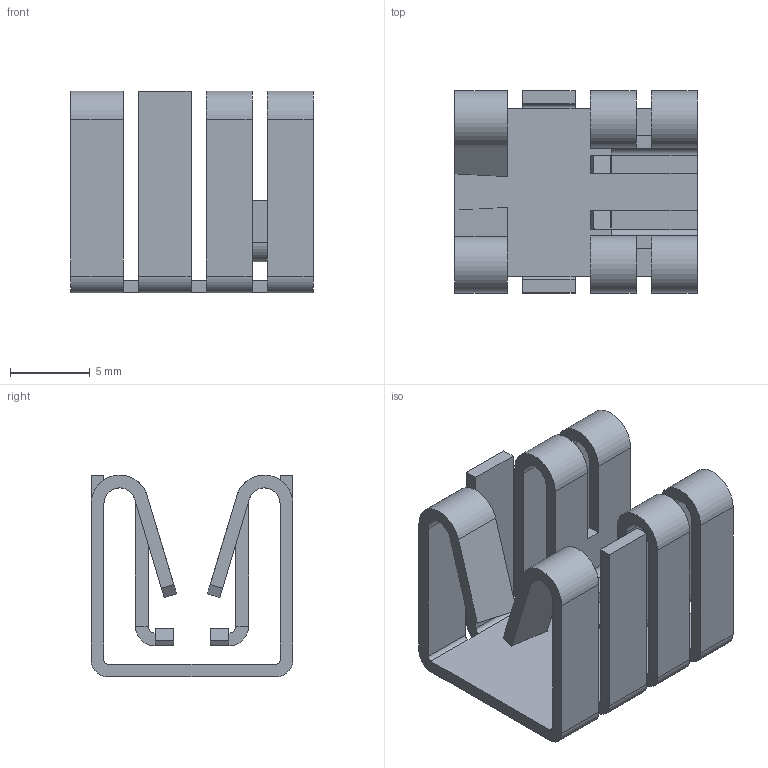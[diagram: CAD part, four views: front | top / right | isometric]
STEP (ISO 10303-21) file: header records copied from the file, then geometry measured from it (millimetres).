
FILE_DESCRIPTION((''),'2;1');
FILE_NAME('FK_242_SA_220_O.stp','2014-02-28T09:54:24',('lochen'),(''),'Autodesk Inventor 2012','Autodesk Inventor 2012','');
FILE_SCHEMA(('AUTOMOTIVE_DESIGN { 1 0 10303 214 1 1 1 1 }'));
Length unit declared in the file: millimetre
Products named in the file (1): FK_242_SA_220_O
Bounding box: 15.24 x 12.7 x 12.7 mm (x, y, z)
Volume: 552.9 mm3; surface area: 1672 mm2
Topology: 1 solids, 1 shells, 110 faces, 292 edges, 180 vertices
Faces by surface type: plane 74, cylinder 36
Entity records: 3507 total; most frequent: DIRECTION 586, ORIENTED_EDGE 584, CARTESIAN_POINT 583, EDGE_CURVE 292, VECTOR 220, LINE 220, AXIS2_PLACEMENT_3D 183, VERTEX_POINT 180
